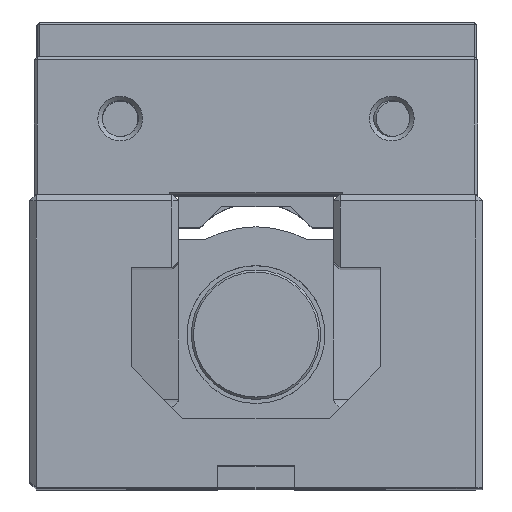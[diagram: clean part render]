
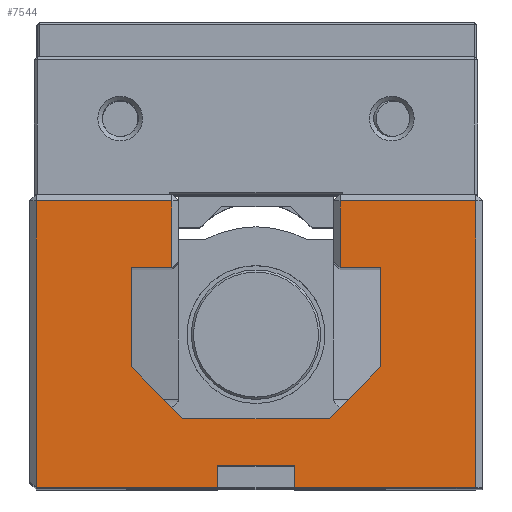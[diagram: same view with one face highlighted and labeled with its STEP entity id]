
A CAD part, top view. The second image highlights one B-rep face of the part: STEP entity #7544.
In plain terms, the highlighted planar face has unit normal (0, 0, 1).
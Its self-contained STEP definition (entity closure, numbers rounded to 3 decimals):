
#431=LINE($,#11328,#1167);
#439=LINE($,#11343,#1175);
#461=LINE($,#11395,#1197);
#462=LINE($,#11397,#1198);
#468=LINE($,#11410,#1204);
#473=LINE($,#11420,#1209);
#474=LINE($,#11422,#1210);
#475=LINE($,#11424,#1211);
#476=LINE($,#11426,#1212);
#477=LINE($,#11428,#1213);
#478=LINE($,#11430,#1214);
#479=LINE($,#11432,#1215);
#480=LINE($,#11434,#1216);
#481=LINE($,#11436,#1217);
#482=LINE($,#11437,#1218);
#483=LINE($,#11439,#1219);
#484=LINE($,#11441,#1220);
#485=LINE($,#11442,#1221);
#1167=VECTOR($,#9033,42.);
#1175=VECTOR($,#9041,42.);
#1197=VECTOR($,#9087,31.5);
#1198=VECTOR($,#9090,66.5);
#1204=VECTOR($,#9100,15.5);
#1209=VECTOR($,#9109,9.5);
#1210=VECTOR($,#9110,23.);
#1211=VECTOR($,#9111,16.971);
#1212=VECTOR($,#9112,34.);
#1213=VECTOR($,#9113,16.971);
#1214=VECTOR($,#9114,23.);
#1215=VECTOR($,#9115,9.5);
#1216=VECTOR($,#9116,15.5);
#1217=VECTOR($,#9117,31.5);
#1218=VECTOR($,#9118,66.5);
#1219=VECTOR($,#9119,5.);
#1220=VECTOR($,#9120,18.);
#1221=VECTOR($,#9121,5.);
#1819=PLANE($,#8077);
#2378=FACE_OUTER_BOUND($,#2866,.T.);
#2866=EDGE_LOOP($,(#5701,#5702,#5703,#5704,#5705,#5706,#5707,#5708,#5709,
#5710,#5711,#5712,#5713,#5714,#5715,#5716,#5717,#5718));
#3751=VERTEX_POINT($,#11216);
#3781=VERTEX_POINT($,#11325);
#3782=VERTEX_POINT($,#11327);
#3789=VERTEX_POINT($,#11341);
#3802=VERTEX_POINT($,#11376);
#3804=VERTEX_POINT($,#11382);
#3812=VERTEX_POINT($,#11408);
#3815=VERTEX_POINT($,#11419);
#3816=VERTEX_POINT($,#11421);
#3817=VERTEX_POINT($,#11423);
#3818=VERTEX_POINT($,#11425);
#3819=VERTEX_POINT($,#11427);
#3820=VERTEX_POINT($,#11429);
#3821=VERTEX_POINT($,#11431);
#3822=VERTEX_POINT($,#11433);
#3823=VERTEX_POINT($,#11435);
#3824=VERTEX_POINT($,#11438);
#3825=VERTEX_POINT($,#11440);
#4524=EDGE_CURVE($,#3781,#3782,#431,.T.);
#4532=EDGE_CURVE($,#3751,#3789,#439,.T.);
#4559=EDGE_CURVE($,#3802,#3804,#461,.T.);
#4560=EDGE_CURVE($,#3804,#3781,#462,.T.);
#4566=EDGE_CURVE($,#3812,#3802,#468,.T.);
#4571=EDGE_CURVE($,#3815,#3812,#473,.T.);
#4572=EDGE_CURVE($,#3816,#3815,#474,.T.);
#4573=EDGE_CURVE($,#3816,#3817,#475,.T.);
#4574=EDGE_CURVE($,#3818,#3817,#476,.T.);
#4575=EDGE_CURVE($,#3819,#3818,#477,.T.);
#4576=EDGE_CURVE($,#3819,#3820,#478,.T.);
#4577=EDGE_CURVE($,#3820,#3821,#479,.T.);
#4578=EDGE_CURVE($,#3822,#3821,#480,.T.);
#4579=EDGE_CURVE($,#3823,#3822,#481,.T.);
#4580=EDGE_CURVE($,#3751,#3823,#482,.T.);
#4581=EDGE_CURVE($,#3789,#3824,#483,.T.);
#4582=EDGE_CURVE($,#3824,#3825,#484,.T.);
#4583=EDGE_CURVE($,#3825,#3782,#485,.T.);
#5701=ORIENTED_EDGE($,*,*,#4560,.F.);
#5702=ORIENTED_EDGE($,*,*,#4559,.F.);
#5703=ORIENTED_EDGE($,*,*,#4566,.F.);
#5704=ORIENTED_EDGE($,*,*,#4571,.F.);
#5705=ORIENTED_EDGE($,*,*,#4572,.F.);
#5706=ORIENTED_EDGE($,*,*,#4573,.T.);
#5707=ORIENTED_EDGE($,*,*,#4574,.F.);
#5708=ORIENTED_EDGE($,*,*,#4575,.F.);
#5709=ORIENTED_EDGE($,*,*,#4576,.T.);
#5710=ORIENTED_EDGE($,*,*,#4577,.T.);
#5711=ORIENTED_EDGE($,*,*,#4578,.F.);
#5712=ORIENTED_EDGE($,*,*,#4579,.F.);
#5713=ORIENTED_EDGE($,*,*,#4580,.F.);
#5714=ORIENTED_EDGE($,*,*,#4532,.T.);
#5715=ORIENTED_EDGE($,*,*,#4581,.T.);
#5716=ORIENTED_EDGE($,*,*,#4582,.T.);
#5717=ORIENTED_EDGE($,*,*,#4583,.T.);
#5718=ORIENTED_EDGE($,*,*,#4524,.F.);
#7544=ADVANCED_FACE($,(#2378),#1819,.T.);
#8077=AXIS2_PLACEMENT_3D($,#11418,#9107,#9108);
#9033=DIRECTION($,(-1.,0.,0.));
#9041=DIRECTION($,(1.,0.,0.));
#9087=DIRECTION($,(1.,0.,0.));
#9090=DIRECTION($,(0.,-1.,0.));
#9100=DIRECTION($,(0.,1.,0.));
#9107=DIRECTION('center_axis',(0.,0.,1.));
#9108=DIRECTION('ref_axis',(1.,0.,0.));
#9109=DIRECTION($,(-1.,0.,0.));
#9110=DIRECTION($,(0.,1.,0.));
#9111=DIRECTION($,(-0.707,-0.707,0.));
#9112=DIRECTION($,(1.,0.,0.));
#9113=DIRECTION($,(0.707,-0.707,0.));
#9114=DIRECTION($,(0.,1.,0.));
#9115=DIRECTION($,(1.,0.,0.));
#9116=DIRECTION($,(0.,-1.,0.));
#9117=DIRECTION($,(1.,0.,0.));
#9118=DIRECTION($,(0.,1.,0.));
#9119=DIRECTION($,(0.,1.,0.));
#9120=DIRECTION($,(1.,0.,0.));
#9121=DIRECTION($,(0.,-1.,0.));
#11216=CARTESIAN_POINT('',(-51.,-36.,330.));
#11325=CARTESIAN_POINT('',(51.,-36.,330.));
#11327=CARTESIAN_POINT('',(9.,-36.,330.));
#11328=CARTESIAN_POINT($,(0.,-36.,330.));
#11341=CARTESIAN_POINT('',(-9.,-36.,330.));
#11343=CARTESIAN_POINT($,(0.,-36.,330.));
#11376=CARTESIAN_POINT('',(19.5,30.5,330.));
#11382=CARTESIAN_POINT('',(51.,30.5,330.));
#11395=CARTESIAN_POINT($,(32.75,30.5,330.));
#11397=CARTESIAN_POINT($,(51.,-6.,330.));
#11408=CARTESIAN_POINT('',(19.5,15.,330.));
#11410=CARTESIAN_POINT($,(19.5,6.,330.));
#11418=CARTESIAN_POINT('Origin',(47.5,-10.,330.));
#11419=CARTESIAN_POINT('',(29.,15.,330.));
#11420=CARTESIAN_POINT($,(18.,15.,330.));
#11421=CARTESIAN_POINT('',(29.,-8.,330.));
#11422=CARTESIAN_POINT($,(29.,15.,330.));
#11423=CARTESIAN_POINT('',(17.,-20.,330.));
#11424=CARTESIAN_POINT($,(29.,-8.,330.));
#11425=CARTESIAN_POINT('',(-17.,-20.,330.));
#11426=CARTESIAN_POINT($,(29.,-20.,330.));
#11427=CARTESIAN_POINT('',(-29.,-8.,330.));
#11428=CARTESIAN_POINT($,(-29.,-8.,330.));
#11429=CARTESIAN_POINT('',(-29.,15.,330.));
#11430=CARTESIAN_POINT($,(-29.,15.,330.));
#11431=CARTESIAN_POINT('',(-19.5,15.,330.));
#11432=CARTESIAN_POINT($,(-18.,15.,330.));
#11433=CARTESIAN_POINT('',(-19.5,30.5,330.));
#11434=CARTESIAN_POINT($,(-19.5,6.,330.));
#11435=CARTESIAN_POINT('',(-51.,30.5,330.));
#11436=CARTESIAN_POINT($,(14.75,30.5,330.));
#11437=CARTESIAN_POINT($,(-51.,-6.,330.));
#11438=CARTESIAN_POINT('',(-9.,-31.,330.));
#11439=CARTESIAN_POINT($,(-9.,-23.,330.));
#11440=CARTESIAN_POINT('',(9.,-31.,330.));
#11441=CARTESIAN_POINT($,(29.5,-31.,330.));
#11442=CARTESIAN_POINT($,(9.,-23.,330.));
